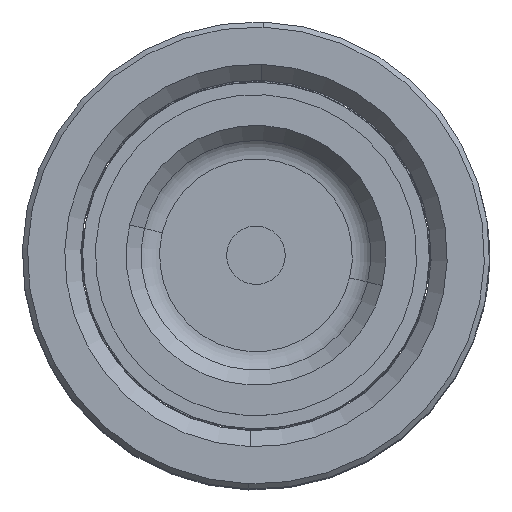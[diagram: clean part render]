
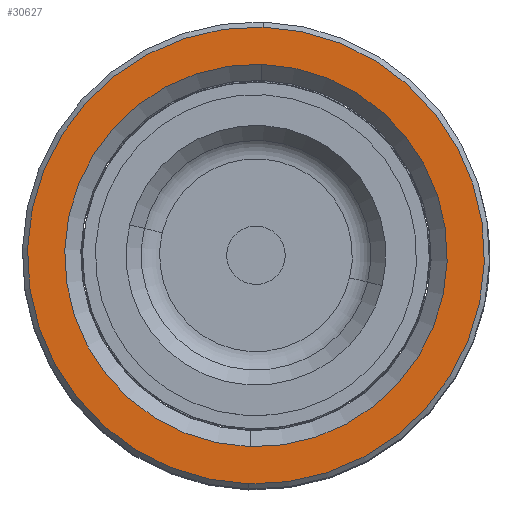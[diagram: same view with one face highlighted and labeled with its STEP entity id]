
A CAD part, top view. The second image highlights one B-rep face of the part: STEP entity #30627.
In plain terms, the highlighted planar face has unit normal (0, 0, 1).
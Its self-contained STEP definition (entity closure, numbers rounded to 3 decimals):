
#1188 = AXIS2_PLACEMENT_3D ( 'NONE', #6467, #14983, #14045 ) ;
#4440 = DIRECTION ( 'NONE',  ( 1., 0., 0. ) ) ;
#5803 = VERTEX_POINT ( 'NONE', #8040 ) ;
#5902 = EDGE_CURVE ( 'NONE', #24503, #17987, #29262, .T. ) ;
#6467 = CARTESIAN_POINT ( 'NONE',  ( 0., 0., 80. ) ) ;
#7439 = CARTESIAN_POINT ( 'NONE',  ( 0., 0., 80. ) ) ;
#8040 = CARTESIAN_POINT ( 'NONE',  ( 31.3, 0., 80. ) ) ;
#8392 = CARTESIAN_POINT ( 'NONE',  ( 26.2, 0., 80. ) ) ;
#8415 = CIRCLE ( 'NONE', #28752, 31.3 ) ;
#9044 = DIRECTION ( 'NONE',  ( 1., 0., 0. ) ) ;
#10465 = DIRECTION ( 'NONE',  ( 0., 0., -1. ) ) ;
#11926 = AXIS2_PLACEMENT_3D ( 'NONE', #7439, #31431, #34432 ) ;
#13732 = CARTESIAN_POINT ( 'NONE',  ( 0., 0., 80. ) ) ;
#13947 = AXIS2_PLACEMENT_3D ( 'NONE', #22438, #10465, #4440 ) ;
#14045 = DIRECTION ( 'NONE',  ( 1., 0., 0. ) ) ;
#14141 = PLANE ( 'NONE',  #32308 ) ;
#14953 = EDGE_CURVE ( 'NONE', #23467, #5803, #36131, .T. ) ;
#14964 = EDGE_CURVE ( 'NONE', #17987, #24503, #16816, .T. ) ;
#14983 = DIRECTION ( 'NONE',  ( 0., 0., -1. ) ) ;
#16816 = CIRCLE ( 'NONE', #13947, 26.2 ) ;
#17169 = DIRECTION ( 'NONE',  ( 0., 0., 1. ) ) ;
#17430 = DIRECTION ( 'NONE',  ( 1., 0., 0. ) ) ;
#17987 = VERTEX_POINT ( 'NONE', #8392 ) ;
#20630 = ORIENTED_EDGE ( 'NONE', *, *, #14953, .T. ) ;
#22438 = CARTESIAN_POINT ( 'NONE',  ( 0., 0., 80. ) ) ;
#23386 = CARTESIAN_POINT ( 'NONE',  ( -26.2, 0., 80. ) ) ;
#23467 = VERTEX_POINT ( 'NONE', #28599 ) ;
#23956 = FACE_OUTER_BOUND ( 'NONE', #26037, .T. ) ;
#24503 = VERTEX_POINT ( 'NONE', #23386 ) ;
#26037 = EDGE_LOOP ( 'NONE', ( #20630, #31104 ) ) ;
#28599 = CARTESIAN_POINT ( 'NONE',  ( -31.3, 0., 80. ) ) ;
#28752 = AXIS2_PLACEMENT_3D ( 'NONE', #36147, #33151, #9044 ) ;
#29262 = CIRCLE ( 'NONE', #1188, 26.2 ) ;
#29919 = ORIENTED_EDGE ( 'NONE', *, *, #14964, .T. ) ;
#30627 = ADVANCED_FACE ( 'NONE', ( #23956, #34349 ), #14141, .T. ) ;
#31104 = ORIENTED_EDGE ( 'NONE', *, *, #31757, .T. ) ;
#31431 = DIRECTION ( 'NONE',  ( 0., 0., 1. ) ) ;
#31757 = EDGE_CURVE ( 'NONE', #5803, #23467, #8415, .T. ) ;
#32308 = AXIS2_PLACEMENT_3D ( 'NONE', #13732, #17169, #17430 ) ;
#33151 = DIRECTION ( 'NONE',  ( 0., 0., 1. ) ) ;
#34349 = FACE_BOUND ( 'NONE', #36737, .T. ) ;
#34432 = DIRECTION ( 'NONE',  ( 1., 0., 0. ) ) ;
#36131 = CIRCLE ( 'NONE', #11926, 31.3 ) ;
#36147 = CARTESIAN_POINT ( 'NONE',  ( 0., 0., 80. ) ) ;
#36249 = ORIENTED_EDGE ( 'NONE', *, *, #5902, .T. ) ;
#36737 = EDGE_LOOP ( 'NONE', ( #29919, #36249 ) ) ;
